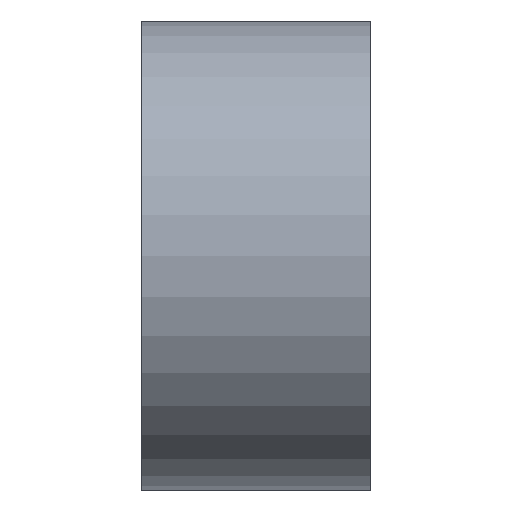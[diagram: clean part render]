
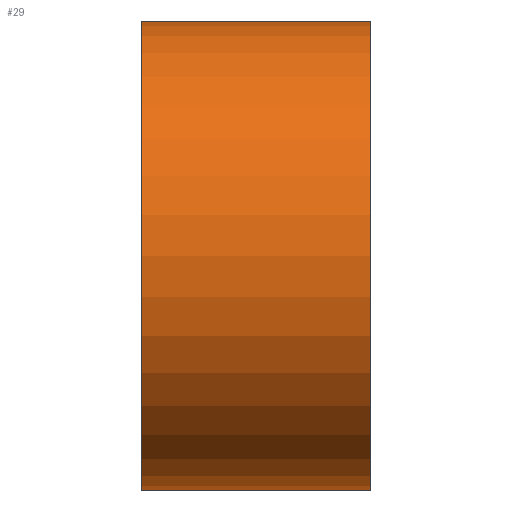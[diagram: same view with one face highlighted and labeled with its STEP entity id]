
A CAD part, left-side view. The second image highlights one B-rep face of the part: STEP entity #29.
In plain terms, the highlighted cylindrical face has radius 6 mm (diameter 12 mm), a partial arc.
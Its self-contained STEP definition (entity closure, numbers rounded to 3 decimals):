
#6 = VERTEX_POINT ( 'NONE', #275 ) ;
#20 = EDGE_CURVE ( 'NONE', #6, #70, #159, .T. ) ;
#24 = EDGE_CURVE ( 'NONE', #185, #6, #253, .T. ) ;
#25 = ORIENTED_EDGE ( 'NONE', *, *, #286, .F. ) ;
#29 = ADVANCED_FACE ( 'NONE', ( #163 ), #255, .T. ) ;
#31 = EDGE_LOOP ( 'NONE', ( #32, #33, #25, #46 ) ) ;
#32 = ORIENTED_EDGE ( 'NONE', *, *, #20, .T. ) ;
#33 = ORIENTED_EDGE ( 'NONE', *, *, #47, .F. ) ;
#46 = ORIENTED_EDGE ( 'NONE', *, *, #24, .T. ) ;
#47 = EDGE_CURVE ( 'NONE', #137, #70, #245, .T. ) ;
#70 = VERTEX_POINT ( 'NONE', #326 ) ;
#137 = VERTEX_POINT ( 'NONE', #398 ) ;
#159 = CIRCLE ( 'NONE', #274, 6. ) ;
#163 = FACE_OUTER_BOUND ( 'NONE', #31, .T. ) ;
#185 = VERTEX_POINT ( 'NONE', #366 ) ;
#238 = DIRECTION ( 'NONE',  ( 0., -1., 0. ) ) ;
#239 = VECTOR ( 'NONE', #238, 1000. ) ;
#240 = CARTESIAN_POINT ( 'NONE',  ( 0., 5.87, 6. ) ) ;
#241 = DIRECTION ( 'NONE',  ( 0., 0., -1. ) ) ;
#245 = LINE ( 'NONE', #240, #239 ) ;
#246 = DIRECTION ( 'NONE',  ( 0., -1., 0. ) ) ;
#247 = CARTESIAN_POINT ( 'NONE',  ( 0., 5.87, 0. ) ) ;
#249 = DIRECTION ( 'NONE',  ( 0., -1., 0. ) ) ;
#250 = VECTOR ( 'NONE', #249, 1000. ) ;
#251 = CARTESIAN_POINT ( 'NONE',  ( 0., 5.87, -6. ) ) ;
#252 = AXIS2_PLACEMENT_3D ( 'NONE', #247, #246, #241 ) ;
#253 = LINE ( 'NONE', #251, #250 ) ;
#255 = CYLINDRICAL_SURFACE ( 'NONE', #252, 6. ) ;
#257 = DIRECTION ( 'NONE',  ( 0., 0., 1. ) ) ;
#258 = DIRECTION ( 'NONE',  ( 0., 1., 0. ) ) ;
#259 = CARTESIAN_POINT ( 'NONE',  ( 0., 0., 0. ) ) ;
#274 = AXIS2_PLACEMENT_3D ( 'NONE', #259, #258, #257 ) ;
#275 = CARTESIAN_POINT ( 'NONE',  ( 0., 0., -6. ) ) ;
#286 = EDGE_CURVE ( 'NONE', #185, #137, #518, .T. ) ;
#326 = CARTESIAN_POINT ( 'NONE',  ( 0., 0., 6. ) ) ;
#366 = CARTESIAN_POINT ( 'NONE',  ( 0., 5.87, -6. ) ) ;
#398 = CARTESIAN_POINT ( 'NONE',  ( 0., 5.87, 6. ) ) ;
#515 = DIRECTION ( 'NONE',  ( 0., 0., 1. ) ) ;
#516 = DIRECTION ( 'NONE',  ( 0., 1., 0. ) ) ;
#517 = CARTESIAN_POINT ( 'NONE',  ( 0., 5.87, 0. ) ) ;
#518 = CIRCLE ( 'NONE', #532, 6. ) ;
#532 = AXIS2_PLACEMENT_3D ( 'NONE', #517, #516, #515 ) ;
